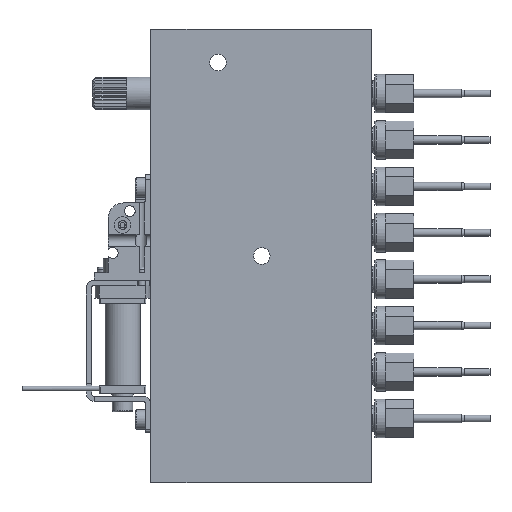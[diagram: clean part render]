
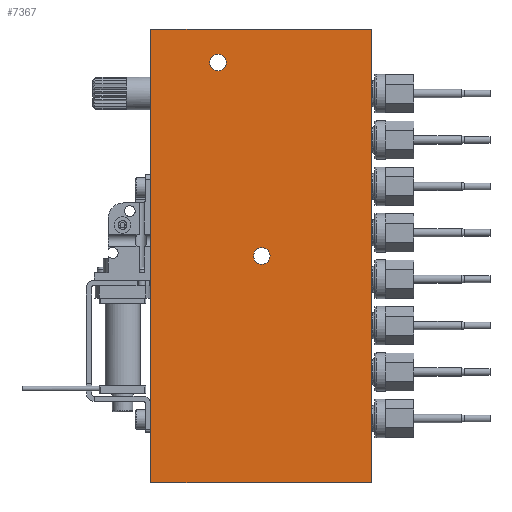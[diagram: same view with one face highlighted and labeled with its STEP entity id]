
A CAD part, left-side view. The second image highlights one B-rep face of the part: STEP entity #7367.
In plain terms, the highlighted face is planar.
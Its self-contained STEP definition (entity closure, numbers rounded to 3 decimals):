
#63=PLANE('',#9323);
#425=LINE('',#12762,#1054);
#429=LINE('',#12790,#1058);
#432=LINE('',#12796,#1061);
#434=LINE('',#12807,#1063);
#1054=VECTOR('',#10230,1000.);
#1058=VECTOR('',#10256,1000.);
#1061=VECTOR('',#10261,1000.);
#1063=VECTOR('',#10273,1000.);
#1816=CIRCLE('',#9324,1.6);
#1817=CIRCLE('',#9325,1.6);
#2286=ORIENTED_EDGE('',*,*,#4311,.T.);
#2287=ORIENTED_EDGE('',*,*,#4312,.T.);
#2288=ORIENTED_EDGE('',*,*,#4287,.T.);
#2289=ORIENTED_EDGE('',*,*,#4301,.T.);
#2290=ORIENTED_EDGE('',*,*,#4304,.T.);
#2291=ORIENTED_EDGE('',*,*,#4310,.T.);
#4287=EDGE_CURVE('',#5291,#5290,#425,.T.);
#4301=EDGE_CURVE('',#5290,#5303,#429,.T.);
#4304=EDGE_CURVE('',#5303,#5305,#432,.T.);
#4310=EDGE_CURVE('',#5305,#5291,#434,.T.);
#4311=EDGE_CURVE('',#5310,#5310,#1816,.T.);
#4312=EDGE_CURVE('',#5311,#5311,#1817,.T.);
#5290=VERTEX_POINT('',#12761);
#5291=VERTEX_POINT('',#12763);
#5303=VERTEX_POINT('',#12789);
#5305=VERTEX_POINT('',#12795);
#5310=VERTEX_POINT('',#12810);
#5311=VERTEX_POINT('',#12812);
#5989=EDGE_LOOP('',(#2286));
#5990=EDGE_LOOP('',(#2287));
#5991=EDGE_LOOP('',(#2288,#2289,#2290,#2291));
#6669=FACE_BOUND('',#5989,.T.);
#6670=FACE_BOUND('',#5990,.T.);
#6671=FACE_BOUND('',#5991,.T.);
#7367=ADVANCED_FACE('',(#6669,#6670,#6671),#63,.T.);
#9323=AXIS2_PLACEMENT_3D('',#12808,#10274,#10275);
#9324=AXIS2_PLACEMENT_3D('',#12809,#10276,#10277);
#9325=AXIS2_PLACEMENT_3D('',#12811,#10278,#10279);
#10230=DIRECTION('',(0.,-1.,0.));
#10256=DIRECTION('',(1.,0.,0.));
#10261=DIRECTION('',(0.,1.,0.));
#10273=DIRECTION('',(-1.,0.,0.));
#10274=DIRECTION('',(0.,0.,1.));
#10275=DIRECTION('',(1.,0.,0.));
#10276=DIRECTION('',(0.,0.,-1.));
#10277=DIRECTION('',(-1.,0.,0.));
#10278=DIRECTION('',(0.,0.,-1.));
#10279=DIRECTION('',(-1.,0.,0.));
#12761=CARTESIAN_POINT('',(-44.,-42.75,4.5));
#12762=CARTESIAN_POINT('',(-44.,0.,4.5));
#12763=CARTESIAN_POINT('',(-44.,0.,4.5));
#12789=CARTESIAN_POINT('',(44.,-42.75,4.5));
#12790=CARTESIAN_POINT('',(-44.,-42.75,4.5));
#12795=CARTESIAN_POINT('',(44.,0.,4.5));
#12796=CARTESIAN_POINT('',(44.,-42.75,4.5));
#12807=CARTESIAN_POINT('',(44.,0.,4.5));
#12808=CARTESIAN_POINT('',(0.,0.,4.5));
#12809=CARTESIAN_POINT('',(37.5,-13.,4.5));
#12810=CARTESIAN_POINT('',(35.9,-13.,4.5));
#12811=CARTESIAN_POINT('',(0.,-21.5,4.5));
#12812=CARTESIAN_POINT('',(-1.6,-21.5,4.5));
